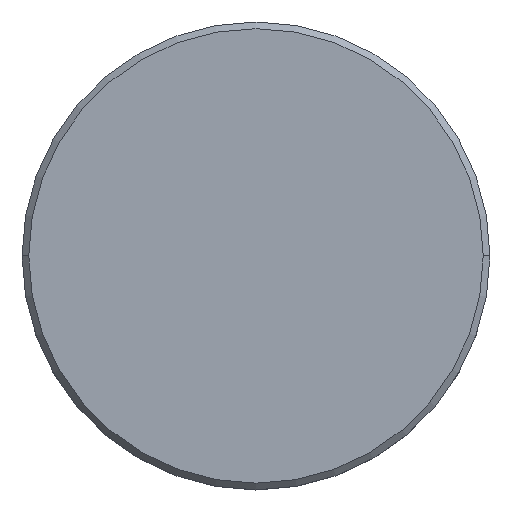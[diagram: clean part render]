
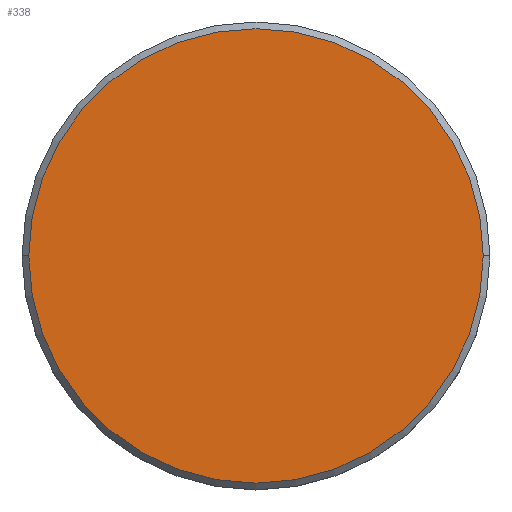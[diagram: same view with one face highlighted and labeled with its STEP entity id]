
A CAD part, top view. The second image highlights one B-rep face of the part: STEP entity #338.
In plain terms, the highlighted planar face has unit normal (0, 0, 1).
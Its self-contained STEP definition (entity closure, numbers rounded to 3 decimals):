
#24 = ORIENTED_EDGE ( 'NONE', *, *, #520, .T. ) ;
#34 = CARTESIAN_POINT ( 'NONE',  ( 17., 0., 0. ) ) ;
#63 = CARTESIAN_POINT ( 'NONE',  ( 0., 0., 0. ) ) ;
#93 = DIRECTION ( 'NONE',  ( 0., 0., 1. ) ) ;
#338 = ADVANCED_FACE ( 'NONE', ( #887 ), #1059, .T. ) ;
#344 = AXIS2_PLACEMENT_3D ( 'NONE', #557, #93, #836 ) ;
#367 = CIRCLE ( 'NONE', #1131, 17. ) ;
#373 = VERTEX_POINT ( 'NONE', #34 ) ;
#446 = EDGE_CURVE ( 'NONE', #373, #756, #367, .T. ) ;
#496 = ORIENTED_EDGE ( 'NONE', *, *, #446, .T. ) ;
#520 = EDGE_CURVE ( 'NONE', #756, #373, #681, .T. ) ;
#557 = CARTESIAN_POINT ( 'NONE',  ( 0., 0., 0. ) ) ;
#621 = DIRECTION ( 'NONE',  ( 1., 0., 0. ) ) ;
#628 = EDGE_LOOP ( 'NONE', ( #24, #496 ) ) ;
#657 = CARTESIAN_POINT ( 'NONE',  ( 0., 0., 0. ) ) ;
#681 = CIRCLE ( 'NONE', #1028, 17. ) ;
#756 = VERTEX_POINT ( 'NONE', #822 ) ;
#822 = CARTESIAN_POINT ( 'NONE',  ( -17., 0., 0. ) ) ;
#823 = DIRECTION ( 'NONE',  ( 0., 0., 1. ) ) ;
#836 = DIRECTION ( 'NONE',  ( 1., 0., 0. ) ) ;
#887 = FACE_OUTER_BOUND ( 'NONE', #628, .T. ) ;
#913 = DIRECTION ( 'NONE',  ( 0., 0., 1. ) ) ;
#1028 = AXIS2_PLACEMENT_3D ( 'NONE', #63, #823, #621 ) ;
#1059 = PLANE ( 'NONE',  #344 ) ;
#1131 = AXIS2_PLACEMENT_3D ( 'NONE', #657, #913, #1144 ) ;
#1144 = DIRECTION ( 'NONE',  ( 1., 0., 0. ) ) ;
